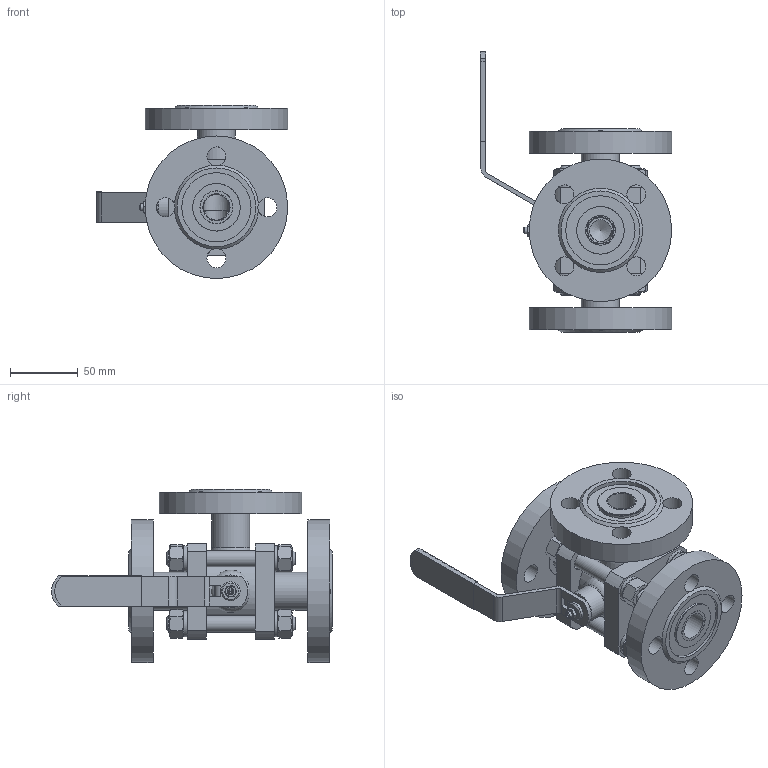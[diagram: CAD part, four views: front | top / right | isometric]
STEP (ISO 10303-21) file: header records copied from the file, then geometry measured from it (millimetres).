
FILE_DESCRIPTION(('STEP AP203'), '1');
FILE_NAME('扰鳧 _ 埡39.140.020.000', '', ('UNSPECIFIED'), ('UNSPECIFIED'), 'ASCON STEP Converter 1.6', 'ASCON Math Kernel', '');
FILE_SCHEMA(('CONFIG_CONTROL_DESIGN'));
Length unit declared in the file: millimetre
Products named in the file (29): 埡39.140.020.000; 埡39.140.020.210; 埡39.140.020.211; 埡39.140.020.212; 埡39.140.020.213; 埡39.140.120.214; 埡39.040.025.119; 埡39.044.025.213; 埡39.044.025.212; 埡39.044.025.211; 埡39.140.020.220; 埡39.140.020.222; 婛39.140.020.221; 埡39.140.020.201; ﾔﾁﾑ94 008 02 006; 埡39.010.015.002; 埡39.010.015.003; ﾔﾁﾑ94.008.02.007; ﾔﾁﾑ94.034.02.005; 埡39 230 015 061; 埡39 410 015 014 
Assembly tree (49 placements, depth 3):
  埡39.140.020.000
    埡39.140.020.210
      埡39.140.020.211
      埡39.140.020.212
      埡39.140.020.213
      埡39.140.120.214
    埡39.040.025.119
    埡39.044.025.213  x2
    埡39.044.025.212  x2
    埡39.044.025.211  x2
    埡39.140.020.220  x2
      埡39.140.020.222
      婛39.140.020.221
      埡39.140.120.214
    埡39.140.020.201
    ﾔﾁﾑ94 008 02 006
    埡39.010.015.002
    埡39.010.015.003
    ﾔﾁﾑ94.008.02.007
    (unnamed)
    ﾔﾁﾑ94.034.02.005
    (unnamed)  x4
    (unnamed)  x8
    (unnamed)  x8
    埡39 230 015 061
    埡39 410 015 014 
    (unnamed)
    (unnamed)
    (unnamed)
Bounding box: 141 x 206.83 x 127.5 mm (x, y, z)
Volume: 670960.2 mm3; surface area: 228902.6 mm2
Topology: 61 solids, 61 shells, 588 faces, 1269 edges, 810 vertices
Faces by surface type: plane 293, cylinder 169, cone 114, torus 9, bspline 2, sphere 1
Full cylindrical faces by diameter (mm): 3.8 x1, 4.134 x1, 5 x1, 5.5 x1, 7.8 x1, 10 x3, 10.106 x8, 11 x7, 12 x4, 14 x21, 14.5 x1, 15 x2, 16 x2, 17 x4, 18 x1, 19 x2, 20 x5, 21 x2, 24 x1, 25 x4, 26 x6, 28 x8, 29 x4, 31 x4, 35 x6, 39 x4, 40 x1, 42 x4, 45 x6, 51 x3
Entity records: 17507 total; most frequent: CARTESIAN_POINT 5249, DIRECTION 1702, ORIENTED_EDGE 1278, AXIS2_PLACEMENT_3D 756, EDGE_CURVE 639, EDGE_LOOP 601, VERTEX_POINT 506, ADVANCED_FACE 358
